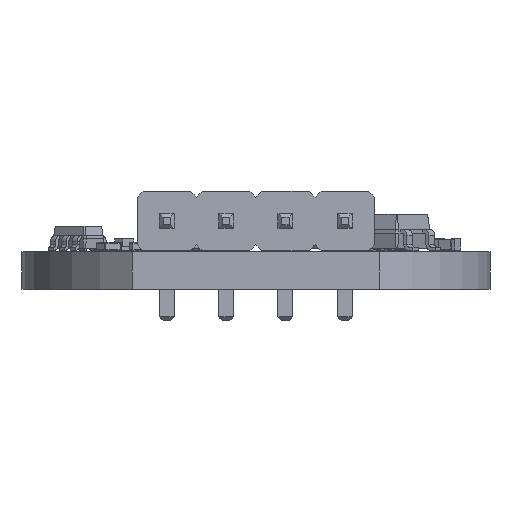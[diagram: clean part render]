
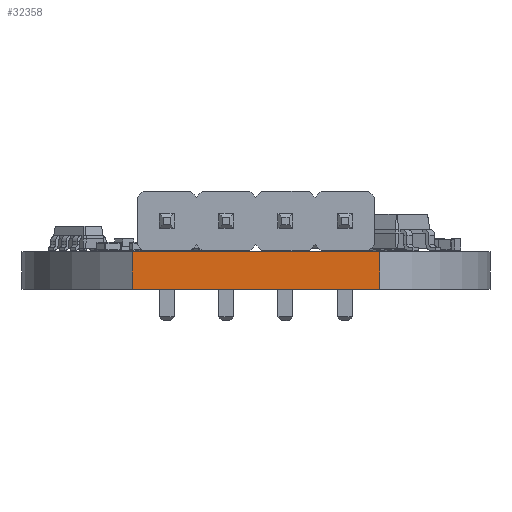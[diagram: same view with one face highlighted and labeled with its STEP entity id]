
A CAD part, front view. The second image highlights one B-rep face of the part: STEP entity #32358.
In plain terms, the highlighted planar face has unit normal (0, -1, 0).
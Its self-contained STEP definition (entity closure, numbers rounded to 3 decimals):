
#32358 = ADVANCED_FACE('',(#32359),#32373,.T.);
#32359 = FACE_BOUND('',#32360,.T.);
#32360 = EDGE_LOOP('',(#32361,#32396,#32424,#32447));
#32361 = ORIENTED_EDGE('',*,*,#32362,.T.);
#32362 = EDGE_CURVE('',#32363,#32365,#32367,.T.);
#32363 = VERTEX_POINT('',#32364);
#32364 = CARTESIAN_POINT('',(5.3,-8.5,0.));
#32365 = VERTEX_POINT('',#32366);
#32366 = CARTESIAN_POINT('',(5.3,-8.5,1.6));
#32367 = SURFACE_CURVE('',#32368,(#32372,#32384),.PCURVE_S1.);
#32368 = LINE('',#32369,#32370);
#32369 = CARTESIAN_POINT('',(5.3,-8.5,0.));
#32370 = VECTOR('',#32371,1.);
#32371 = DIRECTION('',(0.,0.,1.));
#32372 = PCURVE('',#32373,#32378);
#32373 = PLANE('',#32374);
#32374 = AXIS2_PLACEMENT_3D('',#32375,#32376,#32377);
#32375 = CARTESIAN_POINT('',(5.3,-8.5,0.));
#32376 = DIRECTION('',(0.,-1.,0.));
#32377 = DIRECTION('',(-1.,0.,0.));
#32378 = DEFINITIONAL_REPRESENTATION('',(#32379),#32383);
#32379 = LINE('',#32380,#32381);
#32380 = CARTESIAN_POINT('',(0.,0.));
#32381 = VECTOR('',#32382,1.);
#32382 = DIRECTION('',(0.,-1.));
#32383 = ( GEOMETRIC_REPRESENTATION_CONTEXT(2) 
PARAMETRIC_REPRESENTATION_CONTEXT() REPRESENTATION_CONTEXT('2D SPACE',''
  ) );
#32384 = PCURVE('',#32385,#32390);
#32385 = CYLINDRICAL_SURFACE('',#32386,10.017);
#32386 = AXIS2_PLACEMENT_3D('',#32387,#32388,#32389);
#32387 = CARTESIAN_POINT('',(0.,-0.,0.));
#32388 = DIRECTION('',(-0.,-0.,-1.));
#32389 = DIRECTION('',(1.,0.,-0.));
#32390 = DEFINITIONAL_REPRESENTATION('',(#32391),#32395);
#32391 = LINE('',#32392,#32393);
#32392 = CARTESIAN_POINT('',(-5.27,0.));
#32393 = VECTOR('',#32394,1.);
#32394 = DIRECTION('',(-0.,-1.));
#32395 = ( GEOMETRIC_REPRESENTATION_CONTEXT(2) 
PARAMETRIC_REPRESENTATION_CONTEXT() REPRESENTATION_CONTEXT('2D SPACE',''
  ) );
#32396 = ORIENTED_EDGE('',*,*,#32397,.T.);
#32397 = EDGE_CURVE('',#32365,#32398,#32400,.T.);
#32398 = VERTEX_POINT('',#32399);
#32399 = CARTESIAN_POINT('',(-5.3,-8.5,1.6));
#32400 = SURFACE_CURVE('',#32401,(#32405,#32412),.PCURVE_S1.);
#32401 = LINE('',#32402,#32403);
#32402 = CARTESIAN_POINT('',(5.3,-8.5,1.6));
#32403 = VECTOR('',#32404,1.);
#32404 = DIRECTION('',(-1.,0.,0.));
#32405 = PCURVE('',#32373,#32406);
#32406 = DEFINITIONAL_REPRESENTATION('',(#32407),#32411);
#32407 = LINE('',#32408,#32409);
#32408 = CARTESIAN_POINT('',(0.,-1.6));
#32409 = VECTOR('',#32410,1.);
#32410 = DIRECTION('',(1.,0.));
#32411 = ( GEOMETRIC_REPRESENTATION_CONTEXT(2) 
PARAMETRIC_REPRESENTATION_CONTEXT() REPRESENTATION_CONTEXT('2D SPACE',''
  ) );
#32412 = PCURVE('',#32413,#32418);
#32413 = PLANE('',#32414);
#32414 = AXIS2_PLACEMENT_3D('',#32415,#32416,#32417);
#32415 = CARTESIAN_POINT('',(0.,-0.372,1.6));
#32416 = DIRECTION('',(-0.,-0.,-1.));
#32417 = DIRECTION('',(-1.,0.,0.));
#32418 = DEFINITIONAL_REPRESENTATION('',(#32419),#32423);
#32419 = LINE('',#32420,#32421);
#32420 = CARTESIAN_POINT('',(-5.3,-8.128));
#32421 = VECTOR('',#32422,1.);
#32422 = DIRECTION('',(1.,0.));
#32423 = ( GEOMETRIC_REPRESENTATION_CONTEXT(2) 
PARAMETRIC_REPRESENTATION_CONTEXT() REPRESENTATION_CONTEXT('2D SPACE',''
  ) );
#32424 = ORIENTED_EDGE('',*,*,#32425,.F.);
#32425 = EDGE_CURVE('',#32426,#32398,#32428,.T.);
#32426 = VERTEX_POINT('',#32427);
#32427 = CARTESIAN_POINT('',(-5.3,-8.5,0.));
#32428 = SURFACE_CURVE('',#32429,(#32433,#32440),.PCURVE_S1.);
#32429 = LINE('',#32430,#32431);
#32430 = CARTESIAN_POINT('',(-5.3,-8.5,0.));
#32431 = VECTOR('',#32432,1.);
#32432 = DIRECTION('',(0.,0.,1.));
#32433 = PCURVE('',#32373,#32434);
#32434 = DEFINITIONAL_REPRESENTATION('',(#32435),#32439);
#32435 = LINE('',#32436,#32437);
#32436 = CARTESIAN_POINT('',(10.6,0.));
#32437 = VECTOR('',#32438,1.);
#32438 = DIRECTION('',(0.,-1.));
#32439 = ( GEOMETRIC_REPRESENTATION_CONTEXT(2) 
PARAMETRIC_REPRESENTATION_CONTEXT() REPRESENTATION_CONTEXT('2D SPACE',''
  ) );
#32440 = PCURVE('',#32385,#32441);
#32441 = DEFINITIONAL_REPRESENTATION('',(#32442),#32446);
#32442 = LINE('',#32443,#32444);
#32443 = CARTESIAN_POINT('',(-10.438,0.));
#32444 = VECTOR('',#32445,1.);
#32445 = DIRECTION('',(-0.,-1.));
#32446 = ( GEOMETRIC_REPRESENTATION_CONTEXT(2) 
PARAMETRIC_REPRESENTATION_CONTEXT() REPRESENTATION_CONTEXT('2D SPACE',''
  ) );
#32447 = ORIENTED_EDGE('',*,*,#32448,.F.);
#32448 = EDGE_CURVE('',#32363,#32426,#32449,.T.);
#32449 = SURFACE_CURVE('',#32450,(#32454,#32461),.PCURVE_S1.);
#32450 = LINE('',#32451,#32452);
#32451 = CARTESIAN_POINT('',(5.3,-8.5,0.));
#32452 = VECTOR('',#32453,1.);
#32453 = DIRECTION('',(-1.,0.,0.));
#32454 = PCURVE('',#32373,#32455);
#32455 = DEFINITIONAL_REPRESENTATION('',(#32456),#32460);
#32456 = LINE('',#32457,#32458);
#32457 = CARTESIAN_POINT('',(0.,0.));
#32458 = VECTOR('',#32459,1.);
#32459 = DIRECTION('',(1.,0.));
#32460 = ( GEOMETRIC_REPRESENTATION_CONTEXT(2) 
PARAMETRIC_REPRESENTATION_CONTEXT() REPRESENTATION_CONTEXT('2D SPACE',''
  ) );
#32461 = PCURVE('',#32462,#32467);
#32462 = PLANE('',#32463);
#32463 = AXIS2_PLACEMENT_3D('',#32464,#32465,#32466);
#32464 = CARTESIAN_POINT('',(0.,-0.372,0.));
#32465 = DIRECTION('',(-0.,-0.,-1.));
#32466 = DIRECTION('',(-1.,0.,0.));
#32467 = DEFINITIONAL_REPRESENTATION('',(#32468),#32472);
#32468 = LINE('',#32469,#32470);
#32469 = CARTESIAN_POINT('',(-5.3,-8.128));
#32470 = VECTOR('',#32471,1.);
#32471 = DIRECTION('',(1.,0.));
#32472 = ( GEOMETRIC_REPRESENTATION_CONTEXT(2) 
PARAMETRIC_REPRESENTATION_CONTEXT() REPRESENTATION_CONTEXT('2D SPACE',''
  ) );
